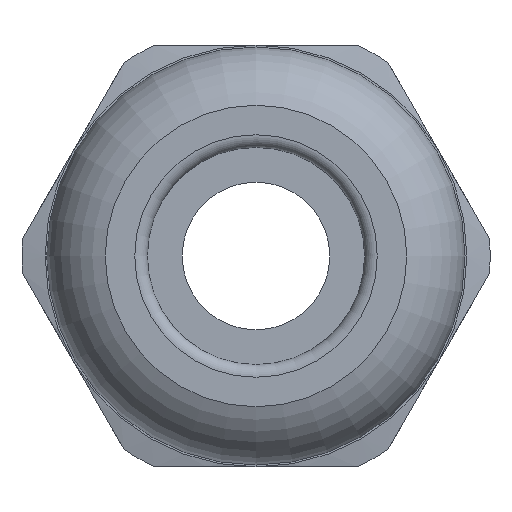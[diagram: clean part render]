
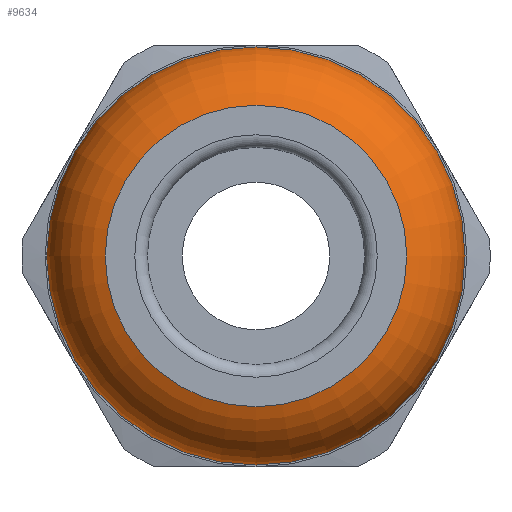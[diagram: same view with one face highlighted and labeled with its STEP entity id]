
A CAD part, left-side view. The second image highlights one B-rep face of the part: STEP entity #9634.
In plain terms, the highlighted toroidal (fillet/blend) face has major radius 5.93 mm and minor radius 4 mm.
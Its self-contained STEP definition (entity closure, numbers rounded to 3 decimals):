
#95=TOROIDAL_SURFACE('',#10629,5.93,4.);
#580=FACE_BOUND('',#1652,.T.);
#1072=FACE_OUTER_BOUND('',#1651,.T.);
#1651=EDGE_LOOP('',(#8650));
#1652=EDGE_LOOP('',(#8651));
#3875=CIRCLE('',#10584,7.148);
#3898=CIRCLE('',#10630,9.9);
#4750=VERTEX_POINT('',#16805);
#4787=VERTEX_POINT('',#16972);
#6070=EDGE_CURVE('',#4750,#4750,#3875,.T.);
#6129=EDGE_CURVE('',#4787,#4787,#3898,.T.);
#8650=ORIENTED_EDGE('',*,*,#6129,.F.);
#8651=ORIENTED_EDGE('',*,*,#6070,.T.);
#9634=ADVANCED_FACE('',(#1072,#580),#95,.T.);
#10584=AXIS2_PLACEMENT_3D('',#16806,#13157,#13158);
#10629=AXIS2_PLACEMENT_3D('',#16971,#13259,#13260);
#10630=AXIS2_PLACEMENT_3D('',#16973,#13261,#13262);
#13157=DIRECTION('center_axis',(1.,0.,0.));
#13158=DIRECTION('ref_axis',(0.,0.,-1.));
#13259=DIRECTION('center_axis',(1.,0.,0.));
#13260=DIRECTION('ref_axis',(0.,0.,-1.));
#13261=DIRECTION('center_axis',(1.,0.,0.));
#13262=DIRECTION('ref_axis',(0.,0.,-1.));
#16805=CARTESIAN_POINT('',(0.,7.148,0.));
#16806=CARTESIAN_POINT('Origin',(0.,0.,0.));
#16971=CARTESIAN_POINT('Origin',(3.81,0.,0.));
#16972=CARTESIAN_POINT('',(4.299,9.9,0.));
#16973=CARTESIAN_POINT('Origin',(4.299,0.,0.));
